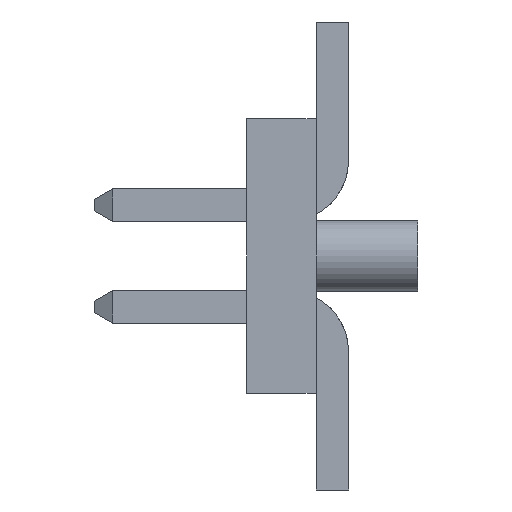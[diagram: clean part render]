
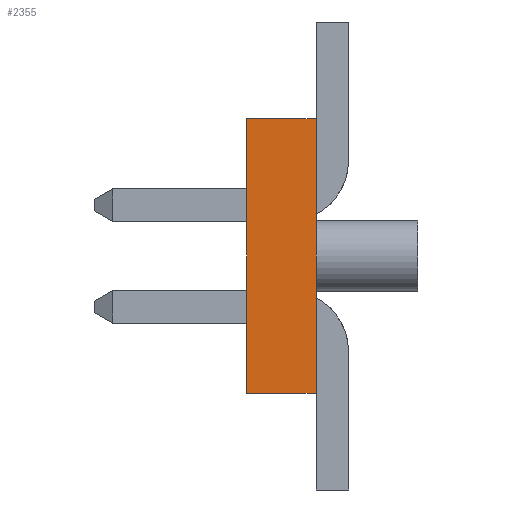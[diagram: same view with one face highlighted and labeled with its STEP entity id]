
A CAD part, left-side view. The second image highlights one B-rep face of the part: STEP entity #2355.
In plain terms, the highlighted planar face has unit normal (-1, 0, 0).
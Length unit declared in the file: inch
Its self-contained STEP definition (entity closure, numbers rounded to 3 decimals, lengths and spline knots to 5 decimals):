
#2355 = ADVANCED_FACE( '', ( #5404 ), #5405, .F. );
#5404 = FACE_OUTER_BOUND( '', #9166, .T. );
#5405 = PLANE( '', #9167 );
#9166 = EDGE_LOOP( '', ( #16296, #16297, #16298, #16299 ) );
#9167 = AXIS2_PLACEMENT_3D( '', #16300, #16301, #16302 );
#16296 = ORIENTED_EDGE( '', *, *, #25885, .T. );
#16297 = ORIENTED_EDGE( '', *, *, #25886, .F. );
#16298 = ORIENTED_EDGE( '', *, *, #24145, .F. );
#16299 = ORIENTED_EDGE( '', *, *, #25887, .T. );
#16300 = CARTESIAN_POINT( '', ( -1.1, 0.034, -0.0675 ) );
#16301 = DIRECTION( '', ( 1., 0., 0. ) );
#16302 = DIRECTION( '', ( 0., 0., -1. ) );
#24145 = EDGE_CURVE( '', #29572, #29573, #29574, .T. );
#25885 = EDGE_CURVE( '', #32252, #32253, #32254, .T. );
#25886 = EDGE_CURVE( '', #29573, #32253, #32255, .T. );
#25887 = EDGE_CURVE( '', #29572, #32252, #32256, .T. );
#29572 = VERTEX_POINT( '', #37091 );
#29573 = VERTEX_POINT( '', #37092 );
#29574 = LINE( '', #37093, #37094 );
#32252 = VERTEX_POINT( '', #41014 );
#32253 = VERTEX_POINT( '', #41015 );
#32254 = LINE( '', #41016, #41017 );
#32255 = LINE( '', #41018, #41019 );
#32256 = LINE( '', #41020, #41021 );
#37091 = CARTESIAN_POINT( '', ( -1.1, 0.034, -0.0675 ) );
#37092 = CARTESIAN_POINT( '', ( -1.1, 0.034, 0.0675 ) );
#37093 = CARTESIAN_POINT( '', ( -1.1, 0.034, -0.0675 ) );
#37094 = VECTOR( '', #45330, 39.37008 );
#41014 = CARTESIAN_POINT( '', ( -1.1, 0., -0.0675 ) );
#41015 = CARTESIAN_POINT( '', ( -1.1, 0., 0.0675 ) );
#41016 = CARTESIAN_POINT( '', ( -1.1, 0., -0.0675 ) );
#41017 = VECTOR( '', #46975, 39.37008 );
#41018 = CARTESIAN_POINT( '', ( -1.1, 0.034, 0.0675 ) );
#41019 = VECTOR( '', #46976, 39.37008 );
#41020 = CARTESIAN_POINT( '', ( -1.1, 0.034, -0.0675 ) );
#41021 = VECTOR( '', #46977, 39.37008 );
#45330 = DIRECTION( '', ( 0., 0., 1. ) );
#46975 = DIRECTION( '', ( 0., 0., 1. ) );
#46976 = DIRECTION( '', ( 0., -1., 0. ) );
#46977 = DIRECTION( '', ( 0., -1., 0. ) );
